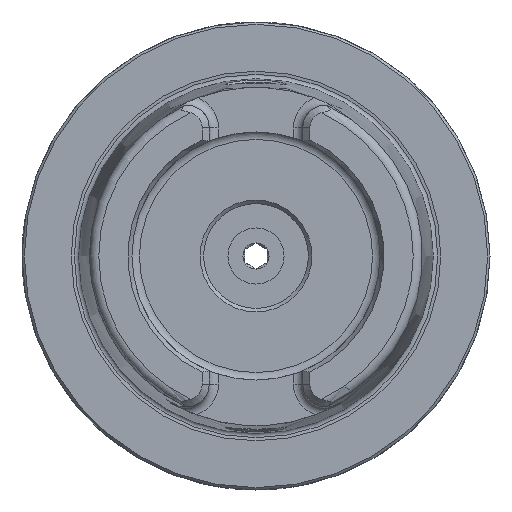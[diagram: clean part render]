
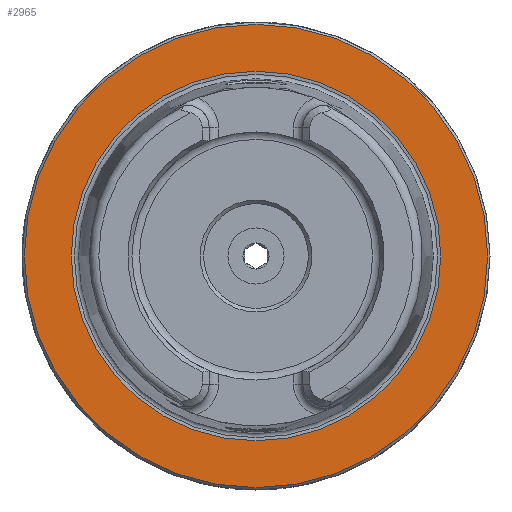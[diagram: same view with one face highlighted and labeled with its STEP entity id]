
A CAD part, left-side view. The second image highlights one B-rep face of the part: STEP entity #2965.
In plain terms, the highlighted planar face has unit normal (-1, 0, 0).
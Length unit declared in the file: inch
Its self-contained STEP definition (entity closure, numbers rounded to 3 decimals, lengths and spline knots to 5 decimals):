
#2931=CARTESIAN_POINT('',(0.0,1.94882,0.));
#2932=VERTEX_POINT('',#2931);
#2933=CARTESIAN_POINT('',(0.0,0.0,0.0));
#2934=DIRECTION('',(1.0,0.0,0.0));
#2935=DIRECTION('',(0.0,-1.0,0.0));
#2936=AXIS2_PLACEMENT_3D('',#2933,#2934,#2935);
#2937=CIRCLE('',#2936,1.94882);
#2938=EDGE_CURVE('',#2932,#2932,#2937,.T.);
#2946=CARTESIAN_POINT('',(0.0,0.98425,0.0));
#2947=DIRECTION('',(-1.0,0.0,0.0));
#2948=DIRECTION('',(0.0,0.0,1.0));
#2949=AXIS2_PLACEMENT_3D('',#2946,#2947,#2948);
#2950=PLANE('',#2949);
#2951=ORIENTED_EDGE('',*,*,#2938,.F.);
#2952=EDGE_LOOP('',(#2951));
#2953=FACE_OUTER_BOUND('',#2952,.T.);
#2954=CARTESIAN_POINT('',(0.0,1.55442,0.0));
#2955=VERTEX_POINT('',#2954);
#2956=CARTESIAN_POINT('',(0.0,0.0,0.0));
#2957=DIRECTION('',(1.0,0.0,0.0));
#2958=DIRECTION('',(0.0,1.0,0.0));
#2959=AXIS2_PLACEMENT_3D('',#2956,#2957,#2958);
#2960=CIRCLE('',#2959,1.55442);
#2961=EDGE_CURVE('',#2955,#2955,#2960,.T.);
#2962=ORIENTED_EDGE('',*,*,#2961,.T.);
#2963=EDGE_LOOP('',(#2962));
#2964=FACE_BOUND('',#2963,.T.);
#2965=ADVANCED_FACE('',(#2953,#2964),#2950,.T.);
